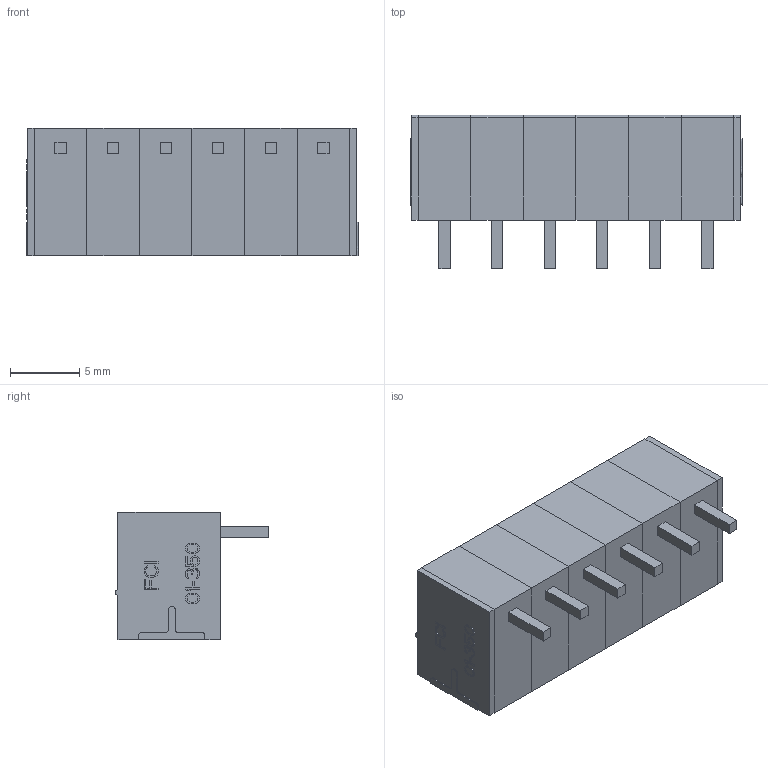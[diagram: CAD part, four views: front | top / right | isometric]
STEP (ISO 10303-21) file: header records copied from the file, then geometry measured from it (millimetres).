
FILE_DESCRIPTION (( 'STEP AP214' ), '1' );
FILE_NAME ('FCI 06-381 6Pos.STEP', '2015-11-28T04:57:58', ( '' ), ( '' ), 'SwSTEP 2.0', 'SolidWorks 2015', '' );
FILE_SCHEMA (( 'AUTOMOTIVE_DESIGN' ));
Length unit declared in the file: millimetre
Products named in the file (4): 20020110-D-CM; FCI 06-381 6Pos; 20020110-D-LEM; 20020110-D-REM
Assembly tree (8 placements, depth 2):
  FCI 06-381 6Pos
    20020110-D-LEM
    20020110-D-CM  x6
    20020110-D-REM
Bounding box: 24.05 x 11.12 x 9.2 mm (x, y, z)
Volume: 932.8 mm3; surface area: 3151.9 mm2
Topology: 8 solids, 8 shells, 649 faces, 1782 edges, 1184 vertices
Faces by surface type: plane 553, cylinder 72, bspline 12, cone 12
Entity records: 15587 total; most frequent: CARTESIAN_POINT 2128, ORIENTED_EDGE 2024, DIRECTION 1790, EDGE_CURVE 1012, LINE 958, VECTOR 958, VERTEX_POINT 674, AXIS2_PLACEMENT_3D 416
